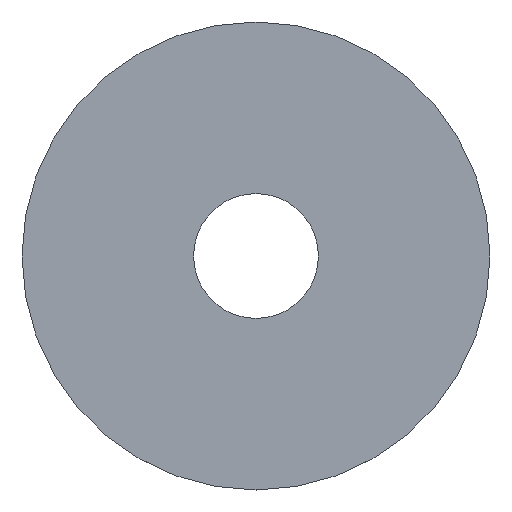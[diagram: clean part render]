
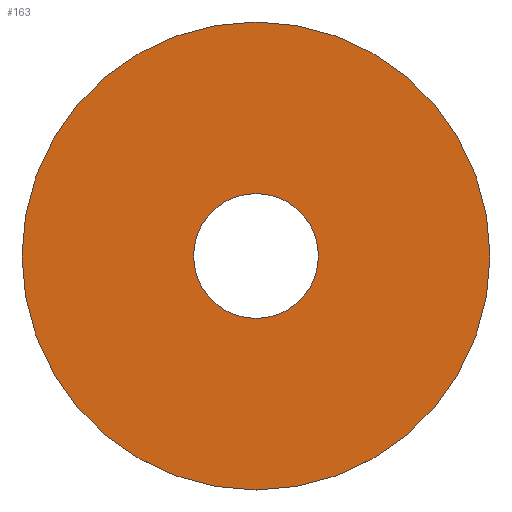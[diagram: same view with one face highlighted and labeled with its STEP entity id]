
A CAD part, top view. The second image highlights one B-rep face of the part: STEP entity #163.
In plain terms, the highlighted planar face has unit normal (0, 0, 1).
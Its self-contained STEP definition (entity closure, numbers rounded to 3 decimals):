
#31 = DIRECTION ( 'NONE',  ( 0., -1., 0. ) ) ;
#40 = EDGE_CURVE ( 'NONE', #99, #99, #94, .T. ) ;
#44 = VERTEX_POINT ( 'NONE', #65 ) ;
#45 = CARTESIAN_POINT ( 'NONE',  ( 0., 4., 0.2 ) ) ;
#49 = EDGE_LOOP ( 'NONE', ( #157 ) ) ;
#56 = DIRECTION ( 'NONE',  ( 0., 0., -1. ) ) ;
#65 = CARTESIAN_POINT ( 'NONE',  ( 0., 15., 0.2 ) ) ;
#67 = FACE_BOUND ( 'NONE', #124, .T. ) ;
#72 = CIRCLE ( 'NONE', #101, 15. ) ;
#83 = ORIENTED_EDGE ( 'NONE', *, *, #40, .T. ) ;
#88 = DIRECTION ( 'NONE',  ( 0., 0., 1. ) ) ;
#91 = CARTESIAN_POINT ( 'NONE',  ( 0., 0., 0.2 ) ) ;
#94 = CIRCLE ( 'NONE', #150, 4. ) ;
#99 = VERTEX_POINT ( 'NONE', #45 ) ;
#101 = AXIS2_PLACEMENT_3D ( 'NONE', #113, #56, #169 ) ;
#105 = PLANE ( 'NONE',  #111 ) ;
#111 = AXIS2_PLACEMENT_3D ( 'NONE', #134, #88, #31 ) ;
#113 = CARTESIAN_POINT ( 'NONE',  ( 0., 0., 0.2 ) ) ;
#118 = DIRECTION ( 'NONE',  ( 0., 1., 0. ) ) ;
#124 = EDGE_LOOP ( 'NONE', ( #83 ) ) ;
#133 = EDGE_CURVE ( 'NONE', #44, #44, #72, .T. ) ;
#134 = CARTESIAN_POINT ( 'NONE',  ( 0., 4., 0.2 ) ) ;
#138 = FACE_OUTER_BOUND ( 'NONE', #49, .T. ) ;
#141 = DIRECTION ( 'NONE',  ( 0., 0., -1. ) ) ;
#150 = AXIS2_PLACEMENT_3D ( 'NONE', #91, #141, #118 ) ;
#157 = ORIENTED_EDGE ( 'NONE', *, *, #133, .F. ) ;
#163 = ADVANCED_FACE ( 'NONE', ( #67, #138 ), #105, .T. ) ;
#169 = DIRECTION ( 'NONE',  ( 0., 1., 0. ) ) ;
